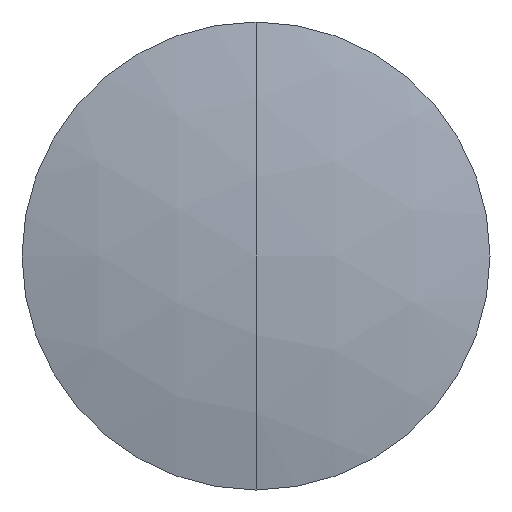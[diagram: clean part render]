
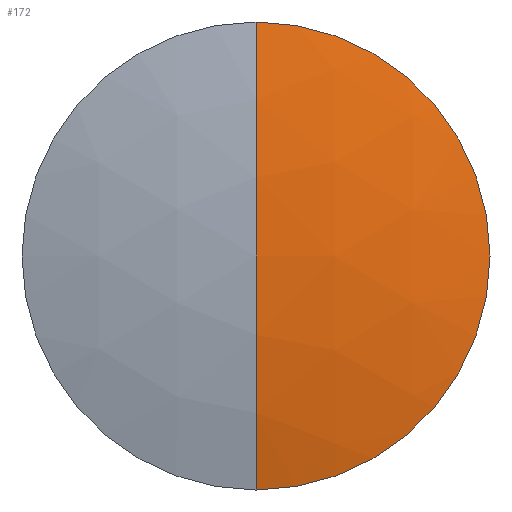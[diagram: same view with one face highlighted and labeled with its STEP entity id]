
A CAD part, left-side view. The second image highlights one B-rep face of the part: STEP entity #172.
In plain terms, the highlighted spherical face has radius 127.133 mm.
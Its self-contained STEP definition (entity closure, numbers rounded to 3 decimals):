
#15 = CARTESIAN_POINT ( 'NONE',  ( 301.958, 0., 0. ) ) ;
#18 = VERTEX_POINT ( 'NONE', #164 ) ;
#24 = ORIENTED_EDGE ( 'NONE', *, *, #249, .F. ) ;
#33 = ORIENTED_EDGE ( 'NONE', *, *, #335, .T. ) ;
#40 = VERTEX_POINT ( 'NONE', #337 ) ;
#60 = CIRCLE ( 'NONE', #125, 127.133 ) ;
#81 = ORIENTED_EDGE ( 'NONE', *, *, #138, .T. ) ;
#90 = AXIS2_PLACEMENT_3D ( 'NONE', #15, #264, #309 ) ;
#102 = DIRECTION ( 'NONE',  ( 0., -1., 0. ) ) ;
#104 = CARTESIAN_POINT ( 'NONE',  ( 425.501, 0., 0. ) ) ;
#125 = AXIS2_PLACEMENT_3D ( 'NONE', #219, #216, #212 ) ;
#138 = EDGE_CURVE ( 'NONE', #18, #40, #200, .T. ) ;
#158 = DIRECTION ( 'NONE',  ( 0., 0., 1. ) ) ;
#162 = DIRECTION ( 'NONE',  ( 0., 1., 0. ) ) ;
#164 = CARTESIAN_POINT ( 'NONE',  ( 301.958, 0., -30. ) ) ;
#166 = CARTESIAN_POINT ( 'NONE',  ( 425.501, 0., 0. ) ) ;
#171 = AXIS2_PLACEMENT_3D ( 'NONE', #104, #102, #247 ) ;
#172 = ADVANCED_FACE ( 'NONE', ( #181 ), #250, .T. ) ;
#181 = FACE_OUTER_BOUND ( 'NONE', #278, .T. ) ;
#200 = CIRCLE ( 'NONE', #90, 30. ) ;
#212 = DIRECTION ( 'NONE',  ( 0., 0., -1. ) ) ;
#216 = DIRECTION ( 'NONE',  ( 0., -1., 0. ) ) ;
#217 = VERTEX_POINT ( 'NONE', #246 ) ;
#219 = CARTESIAN_POINT ( 'NONE',  ( 425.501, 0., 0. ) ) ;
#246 = CARTESIAN_POINT ( 'NONE',  ( 298.368, 0., 0. ) ) ;
#247 = DIRECTION ( 'NONE',  ( 0., 0., -1. ) ) ;
#249 = EDGE_CURVE ( 'NONE', #18, #217, #334, .T. ) ;
#250 = SPHERICAL_SURFACE ( 'NONE', #171, 127.133 ) ;
#264 = DIRECTION ( 'NONE',  ( -1., 0., 0. ) ) ;
#278 = EDGE_LOOP ( 'NONE', ( #81, #33, #24 ) ) ;
#297 = AXIS2_PLACEMENT_3D ( 'NONE', #166, #162, #158 ) ;
#309 = DIRECTION ( 'NONE',  ( 0., 0., 1. ) ) ;
#334 = CIRCLE ( 'NONE', #297, 127.133 ) ;
#335 = EDGE_CURVE ( 'NONE', #40, #217, #60, .T. ) ;
#337 = CARTESIAN_POINT ( 'NONE',  ( 301.958, 0., 30. ) ) ;
